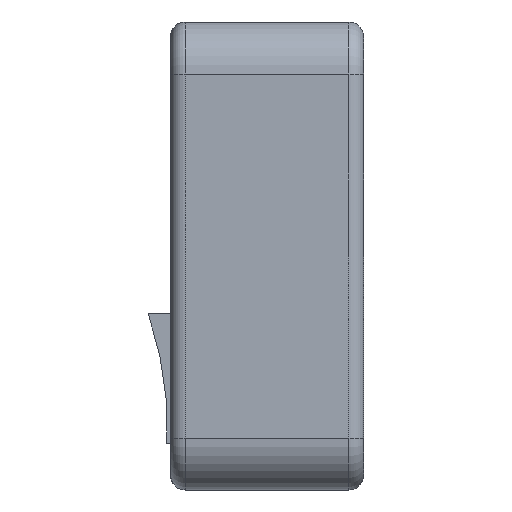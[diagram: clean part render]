
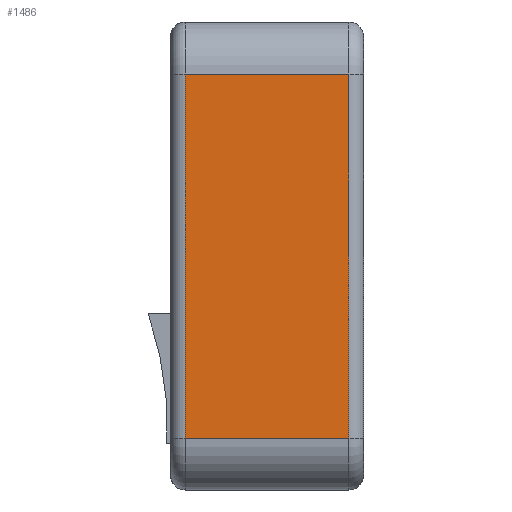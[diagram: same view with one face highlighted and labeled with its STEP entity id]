
A CAD part, left-side view. The second image highlights one B-rep face of the part: STEP entity #1486.
In plain terms, the highlighted planar face has unit normal (-1, 0, 0).
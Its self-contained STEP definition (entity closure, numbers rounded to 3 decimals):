
#117 = CARTESIAN_POINT ( 'NONE',  ( -203., 13., 24.5 ) ) ;
#265 = CARTESIAN_POINT ( 'NONE',  ( -203., -11., 24.5 ) ) ;
#463 = DIRECTION ( 'NONE',  ( 0., 0., -1. ) ) ;
#520 = DIRECTION ( 'NONE',  ( 0., 0., -1. ) ) ;
#541 = CARTESIAN_POINT ( 'NONE',  ( -203., 11., 24.5 ) ) ;
#612 = CARTESIAN_POINT ( 'NONE',  ( -203., 13., -24.5 ) ) ;
#613 = VERTEX_POINT ( 'NONE', #3600 ) ;
#839 = CARTESIAN_POINT ( 'NONE',  ( -203., 11., -24.5 ) ) ;
#883 = VECTOR ( 'NONE', #4214, 1000. ) ;
#1306 = VECTOR ( 'NONE', #3846, 1000. ) ;
#1332 = PLANE ( 'NONE',  #3120 ) ;
#1349 = DIRECTION ( 'NONE',  ( 0., -1., 0. ) ) ;
#1388 = VECTOR ( 'NONE', #520, 1000. ) ;
#1486 = ADVANCED_FACE ( 'NONE', ( #3721 ), #1332, .F. ) ;
#1628 = CARTESIAN_POINT ( 'NONE',  ( -203., 13., 24.5 ) ) ;
#2177 = VERTEX_POINT ( 'NONE', #265 ) ;
#2443 = DIRECTION ( 'NONE',  ( 1., 0., 0. ) ) ;
#2466 = LINE ( 'NONE', #4083, #1306 ) ;
#2599 = LINE ( 'NONE', #612, #883 ) ;
#2629 = EDGE_LOOP ( 'NONE', ( #5038, #2897, #2969, #2894 ) ) ;
#2774 = VERTEX_POINT ( 'NONE', #839 ) ;
#2859 = EDGE_CURVE ( 'NONE', #613, #2774, #4537, .T. ) ;
#2894 = ORIENTED_EDGE ( 'NONE', *, *, #2859, .T. ) ;
#2897 = ORIENTED_EDGE ( 'NONE', *, *, #3341, .T. ) ;
#2969 = ORIENTED_EDGE ( 'NONE', *, *, #4102, .F. ) ;
#3120 = AXIS2_PLACEMENT_3D ( 'NONE', #117, #2443, #463 ) ;
#3136 = VECTOR ( 'NONE', #1349, 1000. ) ;
#3179 = LINE ( 'NONE', #1628, #3136 ) ;
#3341 = EDGE_CURVE ( 'NONE', #3358, #2177, #2466, .T. ) ;
#3358 = VERTEX_POINT ( 'NONE', #5063 ) ;
#3477 = EDGE_CURVE ( 'NONE', #2774, #3358, #2599, .T. ) ;
#3600 = CARTESIAN_POINT ( 'NONE',  ( -203., 11., 24.5 ) ) ;
#3721 = FACE_OUTER_BOUND ( 'NONE', #2629, .T. ) ;
#3846 = DIRECTION ( 'NONE',  ( 0., 0., 1. ) ) ;
#4083 = CARTESIAN_POINT ( 'NONE',  ( -203., -11., 24.5 ) ) ;
#4102 = EDGE_CURVE ( 'NONE', #613, #2177, #3179, .T. ) ;
#4214 = DIRECTION ( 'NONE',  ( 0., -1., 0. ) ) ;
#4537 = LINE ( 'NONE', #541, #1388 ) ;
#5038 = ORIENTED_EDGE ( 'NONE', *, *, #3477, .T. ) ;
#5063 = CARTESIAN_POINT ( 'NONE',  ( -203., -11., -24.5 ) ) ;
